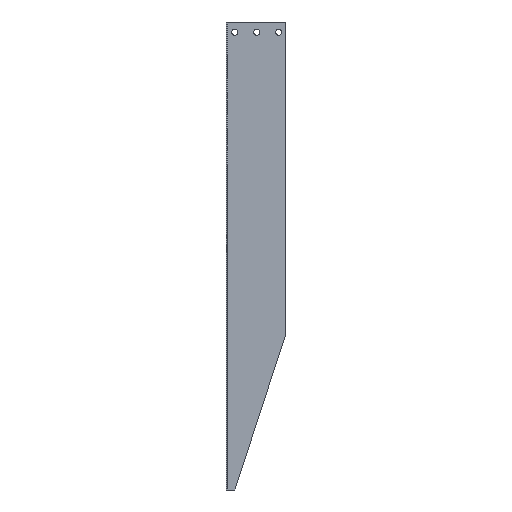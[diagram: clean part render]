
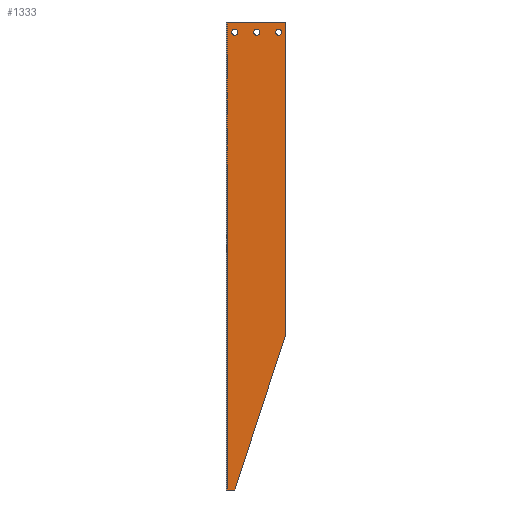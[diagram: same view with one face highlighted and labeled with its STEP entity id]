
A CAD part, front view. The second image highlights one B-rep face of the part: STEP entity #1333.
In plain terms, the highlighted planar face has unit normal (0, -1, 0).
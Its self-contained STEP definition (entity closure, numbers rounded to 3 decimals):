
#53=FACE_BOUND('',#204,.T.);
#54=FACE_BOUND('',#205,.T.);
#55=FACE_BOUND('',#206,.T.);
#95=CIRCLE('',#1445,4.1);
#96=CIRCLE('',#1446,4.1);
#97=CIRCLE('',#1447,4.1);
#127=FACE_OUTER_BOUND('',#203,.T.);
#203=EDGE_LOOP('',(#915,#916,#917,#918,#919,#920,#921));
#204=EDGE_LOOP('',(#922));
#205=EDGE_LOOP('',(#923));
#206=EDGE_LOOP('',(#924));
#316=LINE('',#2024,#448);
#317=LINE('',#2027,#449);
#318=LINE('',#2029,#450);
#319=LINE('',#2031,#451);
#320=LINE('',#2033,#452);
#321=LINE('',#2035,#453);
#322=LINE('',#2036,#454);
#448=VECTOR('',#1623,10.);
#449=VECTOR('',#1626,10.);
#450=VECTOR('',#1627,10.);
#451=VECTOR('',#1628,10.);
#452=VECTOR('',#1629,10.);
#453=VECTOR('',#1630,10.);
#454=VECTOR('',#1631,10.);
#601=VERTEX_POINT('',#2017);
#604=VERTEX_POINT('',#2022);
#605=VERTEX_POINT('',#2026);
#606=VERTEX_POINT('',#2028);
#607=VERTEX_POINT('',#2030);
#608=VERTEX_POINT('',#2032);
#609=VERTEX_POINT('',#2034);
#610=VERTEX_POINT('',#2037);
#611=VERTEX_POINT('',#2039);
#612=VERTEX_POINT('',#2041);
#728=EDGE_CURVE('',#601,#604,#316,.T.);
#729=EDGE_CURVE('',#605,#601,#317,.T.);
#730=EDGE_CURVE('',#604,#606,#318,.T.);
#731=EDGE_CURVE('',#606,#607,#319,.T.);
#732=EDGE_CURVE('',#607,#608,#320,.T.);
#733=EDGE_CURVE('',#608,#609,#321,.T.);
#734=EDGE_CURVE('',#605,#609,#322,.T.);
#735=EDGE_CURVE('',#610,#610,#95,.T.);
#736=EDGE_CURVE('',#611,#611,#96,.T.);
#737=EDGE_CURVE('',#612,#612,#97,.T.);
#915=ORIENTED_EDGE('',*,*,#729,.T.);
#916=ORIENTED_EDGE('',*,*,#728,.T.);
#917=ORIENTED_EDGE('',*,*,#730,.T.);
#918=ORIENTED_EDGE('',*,*,#731,.T.);
#919=ORIENTED_EDGE('',*,*,#732,.T.);
#920=ORIENTED_EDGE('',*,*,#733,.T.);
#921=ORIENTED_EDGE('',*,*,#734,.F.);
#922=ORIENTED_EDGE('',*,*,#735,.T.);
#923=ORIENTED_EDGE('',*,*,#736,.T.);
#924=ORIENTED_EDGE('',*,*,#737,.T.);
#1231=PLANE('',#1444);
#1333=ADVANCED_FACE('',(#127,#53,#54,#55),#1231,.F.);
#1444=AXIS2_PLACEMENT_3D('',#2025,#1624,#1625);
#1445=AXIS2_PLACEMENT_3D('',#2038,#1632,#1633);
#1446=AXIS2_PLACEMENT_3D('',#2040,#1634,#1635);
#1447=AXIS2_PLACEMENT_3D('',#2042,#1636,#1637);
#1623=DIRECTION('',(0.309,0.,0.951));
#1624=DIRECTION('center_axis',(0.,1.,0.));
#1625=DIRECTION('ref_axis',(0.,0.,1.));
#1626=DIRECTION('',(1.,0.,0.));
#1627=DIRECTION('',(0.,0.,1.));
#1628=DIRECTION('',(-1.,0.,0.));
#1629=DIRECTION('',(-1.,0.,0.));
#1630=DIRECTION('',(0.,0.,-1.));
#1631=DIRECTION('',(-1.,0.,0.));
#1632=DIRECTION('center_axis',(0.,1.,0.));
#1633=DIRECTION('ref_axis',(-1.,0.,0.));
#1634=DIRECTION('center_axis',(0.,1.,0.));
#1635=DIRECTION('ref_axis',(-1.,0.,0.));
#1636=DIRECTION('center_axis',(0.,1.,0.));
#1637=DIRECTION('ref_axis',(-1.,0.,0.));
#2017=CARTESIAN_POINT('',(-69.735,0.,-640.));
#2022=CARTESIAN_POINT('',(0.,0.,-425.379));
#2024=CARTESIAN_POINT('',(13.527,0.,-383.746));
#2025=CARTESIAN_POINT('Origin',(-41.,0.,-320.));
#2026=CARTESIAN_POINT('',(-78.,0.,-640.));
#2027=CARTESIAN_POINT('',(-82.,0.,-640.));
#2028=CARTESIAN_POINT('',(0.,0.,0.));
#2029=CARTESIAN_POINT('',(0.,0.,-640.));
#2030=CARTESIAN_POINT('',(-78.,0.,0.));
#2031=CARTESIAN_POINT('',(0.,0.,0.));
#2032=CARTESIAN_POINT('',(-80.,0.,0.));
#2033=CARTESIAN_POINT('',(-61.5,0.,0.));
#2034=CARTESIAN_POINT('',(-80.,0.,-640.));
#2035=CARTESIAN_POINT('',(-80.,0.,-320.));
#2036=CARTESIAN_POINT('',(-61.5,0.,-640.));
#2037=CARTESIAN_POINT('',(-5.9,0.,-14.));
#2038=CARTESIAN_POINT('Origin',(-10.,0.,-14.));
#2039=CARTESIAN_POINT('',(-65.9,0.,-14.));
#2040=CARTESIAN_POINT('Origin',(-70.,0.,-14.));
#2041=CARTESIAN_POINT('',(-35.9,0.,-14.));
#2042=CARTESIAN_POINT('Origin',(-40.,0.,-14.));
